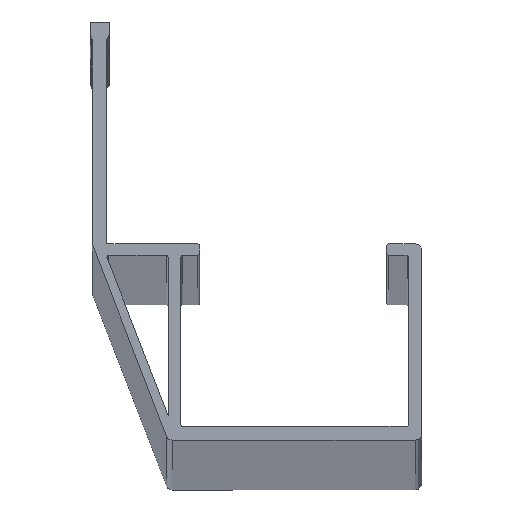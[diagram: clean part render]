
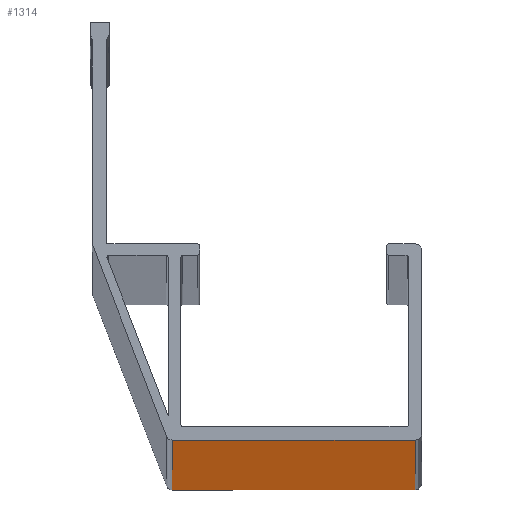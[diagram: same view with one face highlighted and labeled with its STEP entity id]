
A CAD part, top view. The second image highlights one B-rep face of the part: STEP entity #1314.
In plain terms, the highlighted planar face has unit normal (0, -1, 0).
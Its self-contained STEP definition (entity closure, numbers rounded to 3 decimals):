
#3 = CARTESIAN_POINT ( 'NONE',  ( -19.315, 0., -4500. ) ) ;
#20 = VECTOR ( 'NONE', #455, 1000. ) ;
#41 = LINE ( 'NONE', #459, #20 ) ;
#131 = CARTESIAN_POINT ( 'NONE',  ( 19., 0., 0. ) ) ;
#148 = EDGE_CURVE ( 'NONE', #1533, #689, #41, .T. ) ;
#163 = ORIENTED_EDGE ( 'NONE', *, *, #1444, .T. ) ;
#207 = ORIENTED_EDGE ( 'NONE', *, *, #562, .T. ) ;
#208 = VERTEX_POINT ( 'NONE', #1151 ) ;
#287 = CARTESIAN_POINT ( 'NONE',  ( 19., 0., 0. ) ) ;
#314 = CARTESIAN_POINT ( 'NONE',  ( -19.315, 0., -4500. ) ) ;
#369 = VERTEX_POINT ( 'NONE', #287 ) ;
#455 = DIRECTION ( 'NONE',  ( -1., 0., 0. ) ) ;
#459 = CARTESIAN_POINT ( 'NONE',  ( 0., 0., -4500. ) ) ;
#489 = VECTOR ( 'NONE', #1455, 1000. ) ;
#523 = LINE ( 'NONE', #739, #489 ) ;
#535 = DIRECTION ( 'NONE',  ( -1., 0., 0. ) ) ;
#540 = CARTESIAN_POINT ( 'NONE',  ( 0., 0., -4500. ) ) ;
#562 = EDGE_CURVE ( 'NONE', #1533, #369, #1451, .T. ) ;
#636 = FACE_OUTER_BOUND ( 'NONE', #1108, .T. ) ;
#655 = DIRECTION ( 'NONE',  ( 0., 1., 0. ) ) ;
#689 = VERTEX_POINT ( 'NONE', #3 ) ;
#739 = CARTESIAN_POINT ( 'NONE',  ( 0., 0., 0. ) ) ;
#774 = VECTOR ( 'NONE', #1462, 1000. ) ;
#841 = VECTOR ( 'NONE', #1221, 1000. ) ;
#850 = CARTESIAN_POINT ( 'NONE',  ( 19., 0., -4500. ) ) ;
#882 = ORIENTED_EDGE ( 'NONE', *, *, #148, .F. ) ;
#891 = PLANE ( 'NONE',  #1148 ) ;
#957 = EDGE_CURVE ( 'NONE', #369, #208, #523, .T. ) ;
#1108 = EDGE_LOOP ( 'NONE', ( #882, #207, #1438, #163 ) ) ;
#1148 = AXIS2_PLACEMENT_3D ( 'NONE', #540, #655, #535 ) ;
#1151 = CARTESIAN_POINT ( 'NONE',  ( -19.315, 0., 0. ) ) ;
#1221 = DIRECTION ( 'NONE',  ( 0., 0., -1. ) ) ;
#1314 = ADVANCED_FACE ( 'NONE', ( #636 ), #891, .F. ) ;
#1438 = ORIENTED_EDGE ( 'NONE', *, *, #957, .T. ) ;
#1444 = EDGE_CURVE ( 'NONE', #208, #689, #1445, .T. ) ;
#1445 = LINE ( 'NONE', #314, #841 ) ;
#1451 = LINE ( 'NONE', #131, #774 ) ;
#1455 = DIRECTION ( 'NONE',  ( -1., 0., 0. ) ) ;
#1462 = DIRECTION ( 'NONE',  ( 0., 0., 1. ) ) ;
#1533 = VERTEX_POINT ( 'NONE', #850 ) ;
